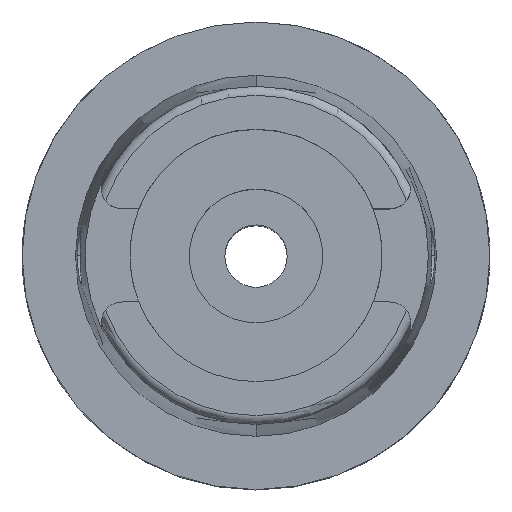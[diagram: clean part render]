
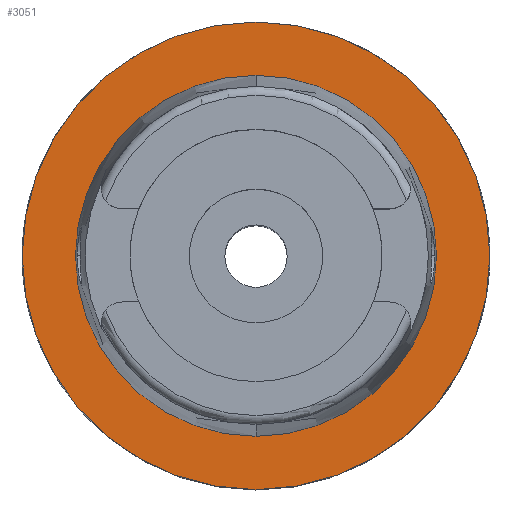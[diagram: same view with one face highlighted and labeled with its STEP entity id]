
A CAD part, top view. The second image highlights one B-rep face of the part: STEP entity #3051.
In plain terms, the highlighted planar face has unit normal (0, 0, 1).
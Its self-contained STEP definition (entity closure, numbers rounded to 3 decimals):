
#641=CARTESIAN_POINT('',(0.,0.,0.));
#642=DIRECTION('',(0.,0.,-1.));
#643=DIRECTION('',(0.,-1.,0.));
#644=AXIS2_PLACEMENT_3D('',#641,#642,#643);
#649=CARTESIAN_POINT('',(0.,0.,0.));
#650=DIRECTION('',(0.,0.,-1.));
#651=DIRECTION('',(0.,1.,0.));
#652=AXIS2_PLACEMENT_3D('',#649,#650,#651);
#657=CARTESIAN_POINT('',(0.,0.,0.));
#658=DIRECTION('',(0.,0.,1.));
#659=DIRECTION('',(0.,-1.,0.));
#660=AXIS2_PLACEMENT_3D('',#657,#658,#659);
#665=CARTESIAN_POINT('',(0.,0.,0.));
#666=DIRECTION('',(0.,0.,1.));
#667=DIRECTION('',(0.,1.,0.));
#668=AXIS2_PLACEMENT_3D('',#665,#666,#667);
#2387=CARTESIAN_POINT('',(0.,-24.315,0.));
#2388=VERTEX_POINT('',#2387);
#2389=CARTESIAN_POINT('',(0.,24.315,0.));
#2390=VERTEX_POINT('',#2389);
#2665=CARTESIAN_POINT('',(0.,31.5,0.));
#2666=VERTEX_POINT('',#2665);
#2667=CARTESIAN_POINT('',(0.,-31.5,0.));
#2668=VERTEX_POINT('',#2667);
#3036=CARTESIAN_POINT('',(0.,0.,0.));
#3037=DIRECTION('',(0.,0.,1.));
#3038=DIRECTION('',(0.,1.,0.));
#3039=AXIS2_PLACEMENT_3D('',#3036,#3037,#3038);
#3040=PLANE('',#3039);
#3042=ORIENTED_EDGE('',*,*,#3041,.T.);
#3044=ORIENTED_EDGE('',*,*,#3043,.T.);
#3045=EDGE_LOOP('',(#3042,#3044));
#3046=FACE_OUTER_BOUND('',#3045,.F.);
#3047=ORIENTED_EDGE('',*,*,#2994,.T.);
#3048=ORIENTED_EDGE('',*,*,#2787,.T.);
#3049=EDGE_LOOP('',(#3047,#3048));
#3050=FACE_BOUND('',#3049,.F.);
#645=CIRCLE('',#644,31.5);
#653=CIRCLE('',#652,31.5);
#661=CIRCLE('',#660,24.315);
#669=CIRCLE('',#668,24.315);
#2787=EDGE_CURVE('',#2390,#2388,#669,.T.);
#2994=EDGE_CURVE('',#2388,#2390,#661,.T.);
#3041=EDGE_CURVE('',#2668,#2666,#645,.T.);
#3043=EDGE_CURVE('',#2666,#2668,#653,.T.);
#3051=ADVANCED_FACE('',(#3046,#3050),#3040,.T.);
